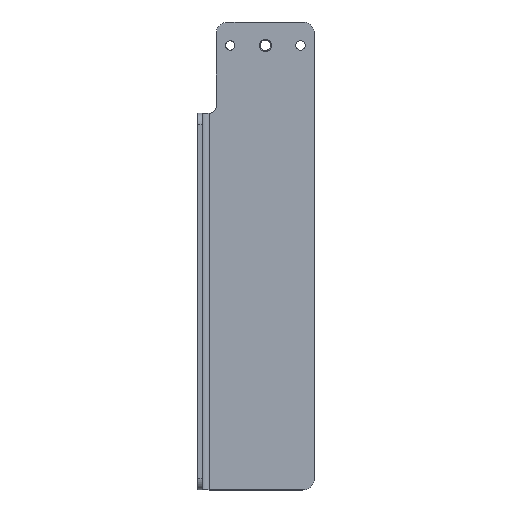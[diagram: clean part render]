
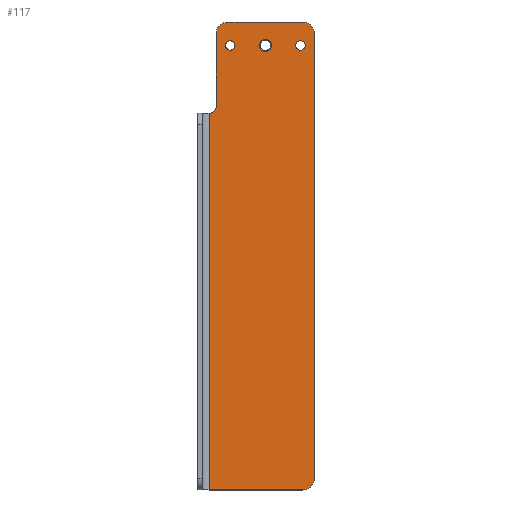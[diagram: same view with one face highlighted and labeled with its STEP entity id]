
A CAD part, top view. The second image highlights one B-rep face of the part: STEP entity #117.
In plain terms, the highlighted planar face has unit normal (0, 0, 1).
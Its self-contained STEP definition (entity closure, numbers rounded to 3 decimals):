
#61=FACE_BOUND('',#169,.T.);
#62=FACE_BOUND('',#170,.T.);
#63=FACE_BOUND('',#171,.T.);
#64=FACE_BOUND('',#172,.T.);
#92=CIRCLE('',#492,2.);
#93=CIRCLE('',#493,2.);
#94=CIRCLE('',#494,2.6);
#95=CIRCLE('',#495,5.);
#96=CIRCLE('',#496,5.);
#97=CIRCLE('',#497,5.);
#98=CIRCLE('',#498,3.);
#117=ADVANCED_FACE('',(#61,#62,#63,#64),#142,.T.);
#142=PLANE('',#499);
#169=EDGE_LOOP('',(#228));
#170=EDGE_LOOP('',(#229));
#171=EDGE_LOOP('',(#230));
#172=EDGE_LOOP('',(#231,#232,#233,#234,#235,#236,#237,#238,#239));
#228=ORIENTED_EDGE('',*,*,#383,.F.);
#229=ORIENTED_EDGE('',*,*,#384,.F.);
#230=ORIENTED_EDGE('',*,*,#385,.F.);
#231=ORIENTED_EDGE('',*,*,#386,.F.);
#232=ORIENTED_EDGE('',*,*,#387,.T.);
#233=ORIENTED_EDGE('',*,*,#372,.T.);
#234=ORIENTED_EDGE('',*,*,#388,.T.);
#235=ORIENTED_EDGE('',*,*,#366,.T.);
#236=ORIENTED_EDGE('',*,*,#389,.T.);
#237=ORIENTED_EDGE('',*,*,#362,.T.);
#238=ORIENTED_EDGE('',*,*,#390,.T.);
#239=ORIENTED_EDGE('',*,*,#391,.T.);
#320=VERTEX_POINT('',#674);
#321=VERTEX_POINT('',#675);
#324=VERTEX_POINT('',#683);
#325=VERTEX_POINT('',#684);
#330=VERTEX_POINT('',#695);
#331=VERTEX_POINT('',#697);
#338=VERTEX_POINT('',#717);
#339=VERTEX_POINT('',#719);
#340=VERTEX_POINT('',#721);
#341=VERTEX_POINT('',#723);
#342=VERTEX_POINT('',#724);
#343=VERTEX_POINT('',#729);
#362=EDGE_CURVE('',#320,#321,#420,.T.);
#366=EDGE_CURVE('',#324,#325,#424,.T.);
#372=EDGE_CURVE('',#331,#330,#430,.T.);
#383=EDGE_CURVE('',#338,#338,#92,.T.);
#384=EDGE_CURVE('',#339,#339,#93,.T.);
#385=EDGE_CURVE('',#340,#340,#94,.T.);
#386=EDGE_CURVE('',#341,#342,#434,.T.);
#387=EDGE_CURVE('',#341,#331,#95,.T.);
#388=EDGE_CURVE('',#330,#324,#96,.T.);
#389=EDGE_CURVE('',#325,#320,#97,.T.);
#390=EDGE_CURVE('',#321,#343,#98,.T.);
#391=EDGE_CURVE('',#343,#342,#435,.T.);
#420=LINE('',#673,#450);
#424=LINE('',#682,#454);
#430=LINE('',#696,#460);
#434=LINE('',#722,#464);
#435=LINE('',#730,#465);
#450=VECTOR('',#536,1.);
#454=VECTOR('',#542,1.);
#460=VECTOR('',#550,1.);
#464=VECTOR('',#578,1.);
#465=VECTOR('',#587,1.);
#492=AXIS2_PLACEMENT_3D('',#716,#572,#573);
#493=AXIS2_PLACEMENT_3D('',#718,#574,#575);
#494=AXIS2_PLACEMENT_3D('',#720,#576,#577);
#495=AXIS2_PLACEMENT_3D('',#725,#579,#580);
#496=AXIS2_PLACEMENT_3D('',#726,#581,#582);
#497=AXIS2_PLACEMENT_3D('',#727,#583,#584);
#498=AXIS2_PLACEMENT_3D('',#728,#585,#586);
#499=AXIS2_PLACEMENT_3D('',#731,#588,#589);
#536=DIRECTION('',(0.,-1.,0.));
#542=DIRECTION('',(-1.,0.,0.));
#550=DIRECTION('',(0.,1.,0.));
#572=DIRECTION('',(0.,0.,1.));
#573=DIRECTION('',(-1.,0.,0.));
#574=DIRECTION('',(0.,0.,1.));
#575=DIRECTION('',(-1.,0.,0.));
#576=DIRECTION('',(0.,0.,1.));
#577=DIRECTION('',(-1.,0.,0.));
#578=DIRECTION('',(-1.,0.,0.));
#579=DIRECTION('',(0.,0.,1.));
#580=DIRECTION('',(-1.,0.,0.));
#581=DIRECTION('',(0.,0.,1.));
#582=DIRECTION('',(-1.,0.,0.));
#583=DIRECTION('',(0.,0.,1.));
#584=DIRECTION('',(-1.,0.,0.));
#585=DIRECTION('',(0.,0.,-1.));
#586=DIRECTION('',(-1.,0.,0.));
#587=DIRECTION('',(0.,-1.,0.));
#588=DIRECTION('',(0.,0.,1.));
#589=DIRECTION('',(-1.,0.,0.));
#673=CARTESIAN_POINT('',(0.,0.,222.));
#674=CARTESIAN_POINT('',(0.,15.,222.));
#675=CARTESIAN_POINT('',(0.,-16.,222.));
#682=CARTESIAN_POINT('',(0.,20.,222.));
#683=CARTESIAN_POINT('',(37.,20.,222.));
#684=CARTESIAN_POINT('',(5.,20.,222.));
#695=CARTESIAN_POINT('',(42.,15.,222.));
#696=CARTESIAN_POINT('',(42.,20.,222.));
#697=CARTESIAN_POINT('',(42.,-175.,222.));
#716=CARTESIAN_POINT('',(6.,10.,222.));
#717=CARTESIAN_POINT('',(4.,10.,222.));
#718=CARTESIAN_POINT('',(36.,10.,222.));
#719=CARTESIAN_POINT('',(34.,10.,222.));
#720=CARTESIAN_POINT('',(21.,10.,222.));
#721=CARTESIAN_POINT('',(18.4,10.,222.));
#722=CARTESIAN_POINT('',(0.,-180.,222.));
#723=CARTESIAN_POINT('',(37.,-180.,222.));
#724=CARTESIAN_POINT('',(-3.,-180.,222.));
#725=CARTESIAN_POINT('',(37.,-175.,222.));
#726=CARTESIAN_POINT('',(37.,15.,222.));
#727=CARTESIAN_POINT('',(5.,15.,222.));
#728=CARTESIAN_POINT('',(-3.,-16.,222.));
#729=CARTESIAN_POINT('',(-3.,-19.,222.));
#730=CARTESIAN_POINT('',(-3.,0.,222.));
#731=CARTESIAN_POINT('',(0.,0.,222.));
